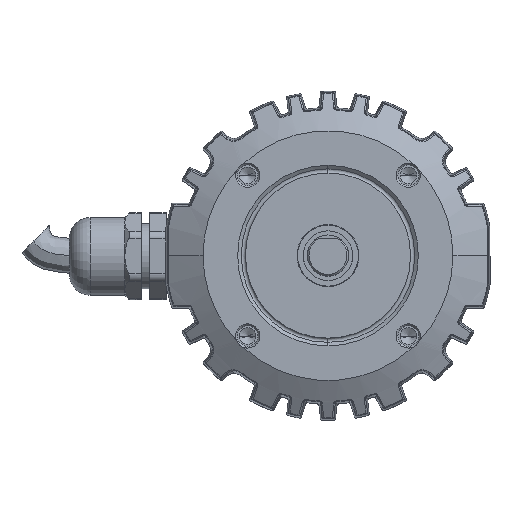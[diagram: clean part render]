
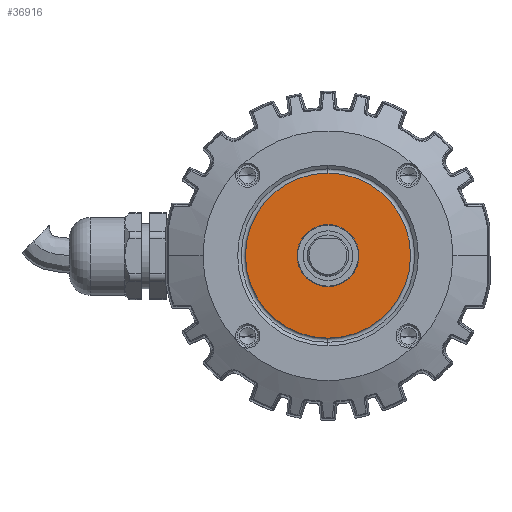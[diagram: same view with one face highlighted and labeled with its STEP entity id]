
A CAD part, top view. The second image highlights one B-rep face of the part: STEP entity #36916.
In plain terms, the highlighted planar face has unit normal (0, 0, 1).
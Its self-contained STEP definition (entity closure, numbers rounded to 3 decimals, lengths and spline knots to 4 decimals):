
#3860 = FACE_BOUND ( 'NONE', #50873, .T. ) ;
#3864 = FACE_OUTER_BOUND ( 'NONE', #50859, .T. ) ;
#4062 = CIRCLE ( 'NONE', #17706, 0.9992 ) ;
#4071 = CIRCLE ( 'NONE', #17708, 0.375 ) ;
#4271 = CIRCLE ( 'NONE', #17997, 0.9992 ) ;
#5834 = CARTESIAN_POINT ( 'NONE',  ( 0., 0., 1.433 ) ) ;
#5835 = DIRECTION ( 'NONE',  ( 0., 0., -1. ) ) ;
#5836 = DIRECTION ( 'NONE',  ( 0., 1., 0. ) ) ;
#5876 = CARTESIAN_POINT ( 'NONE',  ( 0., 0., 1.433 ) ) ;
#5877 = DIRECTION ( 'NONE',  ( 0., 0., -1. ) ) ;
#5878 = DIRECTION ( 'NONE',  ( 0., 1., 0. ) ) ;
#9539 = CARTESIAN_POINT ( 'NONE',  ( 0., 0., 1.433 ) ) ;
#9540 = DIRECTION ( 'NONE',  ( 0., 0., -1. ) ) ;
#9541 = DIRECTION ( 'NONE',  ( 0., 1., 0. ) ) ;
#17640 = AXIS2_PLACEMENT_3D ( 'NONE', #20619, #20628, #20630 ) ;
#17706 = AXIS2_PLACEMENT_3D ( 'NONE', #5834, #5835, #5836 ) ;
#17708 = AXIS2_PLACEMENT_3D ( 'NONE', #5876, #5877, #5878 ) ;
#17997 = AXIS2_PLACEMENT_3D ( 'NONE', #9539, #9540, #9541 ) ;
#18548 = AXIS2_PLACEMENT_3D ( 'NONE', #43169, #43171, #43173 ) ;
#20619 = CARTESIAN_POINT ( 'NONE',  ( 0., 0., 1.433 ) ) ;
#20625 = PLANE ( 'NONE',  #17640 ) ;
#20628 = DIRECTION ( 'NONE',  ( 0., 0., 1. ) ) ;
#20630 = DIRECTION ( 'NONE',  ( 1., 0., 0. ) ) ;
#31842 = CARTESIAN_POINT ( 'NONE',  ( 0., 0.375, 1.433 ) ) ;
#31843 = CARTESIAN_POINT ( 'NONE',  ( 0., -0.375, 1.433 ) ) ;
#31897 = CARTESIAN_POINT ( 'NONE',  ( 0., -0.9992, 1.433 ) ) ;
#35279 = CARTESIAN_POINT ( 'NONE',  ( 0., 0.9992, 1.433 ) ) ;
#36916 = ADVANCED_FACE ( 'NONE', ( #3864, #3860 ), #20625, .T. ) ;
#37332 = EDGE_CURVE ( 'NONE', #42747, #40123, #4062, .T. ) ;
#37343 = EDGE_CURVE ( 'NONE', #42640, #42638, #4071, .T. ) ;
#37617 = EDGE_CURVE ( 'NONE', #40123, #42747, #4271, .T. ) ;
#38548 = EDGE_CURVE ( 'NONE', #42638, #42640, #44650, .T. ) ;
#40123 = VERTEX_POINT ( 'NONE', #35279 ) ;
#42638 = VERTEX_POINT ( 'NONE', #31842 ) ;
#42640 = VERTEX_POINT ( 'NONE', #31843 ) ;
#42747 = VERTEX_POINT ( 'NONE', #31897 ) ;
#43169 = CARTESIAN_POINT ( 'NONE',  ( 0., 0., 1.433 ) ) ;
#43171 = DIRECTION ( 'NONE',  ( 0., 0., -1. ) ) ;
#43173 = DIRECTION ( 'NONE',  ( 0., 1., 0. ) ) ;
#44650 = CIRCLE ( 'NONE', #18548, 0.375 ) ;
#50859 = EDGE_LOOP ( 'NONE', ( #51599, #51603 ) ) ;
#50873 = EDGE_LOOP ( 'NONE', ( #51606, #51609 ) ) ;
#51599 = ORIENTED_EDGE ( 'NONE', *, *, #37617, .F. ) ;
#51603 = ORIENTED_EDGE ( 'NONE', *, *, #37332, .F. ) ;
#51606 = ORIENTED_EDGE ( 'NONE', *, *, #38548, .T. ) ;
#51609 = ORIENTED_EDGE ( 'NONE', *, *, #37343, .T. ) ;
